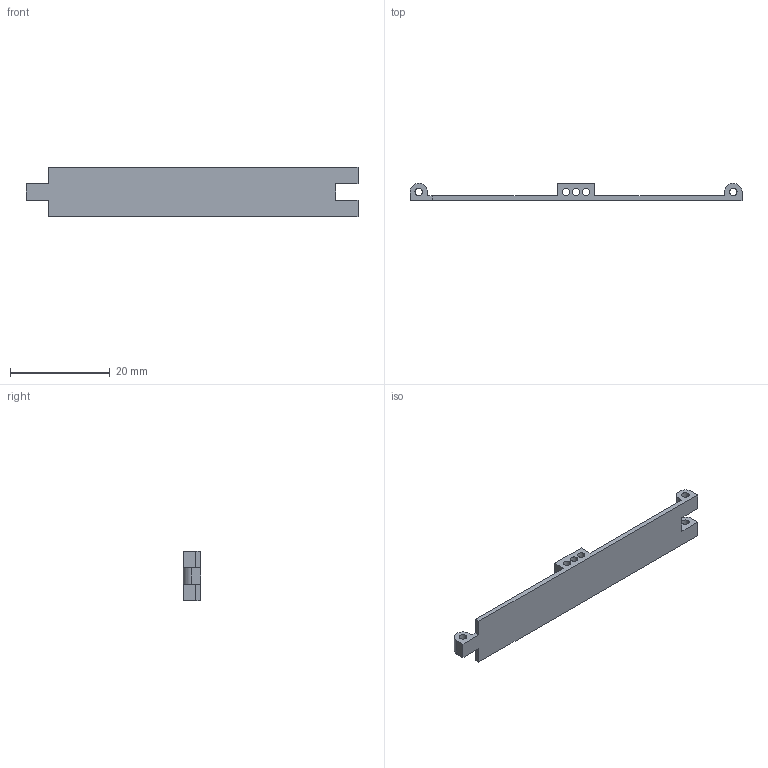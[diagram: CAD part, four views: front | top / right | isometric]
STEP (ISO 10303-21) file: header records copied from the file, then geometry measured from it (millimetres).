
FILE_DESCRIPTION(/* description */ (''),/* implementation_level */ '2;1');
FILE_NAME(/* name */ 'TE(A)-P1v1.stp',/* time_stamp */ '2024-07-01T23:17:19+01:00',/* author */ ('thiba'),/* organization */ (''),/* preprocessor_version */ 'ST-DEVELOPER v20',/* originating_system */ 'Autodesk Inventor 2025',/* authorisation */ '');
FILE_SCHEMA (('AUTOMOTIVE_DESIGN { 1 0 10303 214 3 1 1 }'));
Length unit declared in the file: millimetre
Products named in the file (1): P2v5
Bounding box: 66.5 x 3.5 x 10 mm (x, y, z)
Volume: 811.2 mm3; surface area: 1736.4 mm2
Topology: 1 solids, 1 shells, 30 faces, 84 edges, 56 vertices
Faces by surface type: plane 21, cylinder 9
Full cylindrical faces by diameter (mm): 1.5 x6
Entity records: 1033 total; most frequent: CARTESIAN_POINT 171, ORIENTED_EDGE 168, DIRECTION 164, EDGE_CURVE 84, LINE 66, VECTOR 66, VERTEX_POINT 56, AXIS2_PLACEMENT_3D 49
